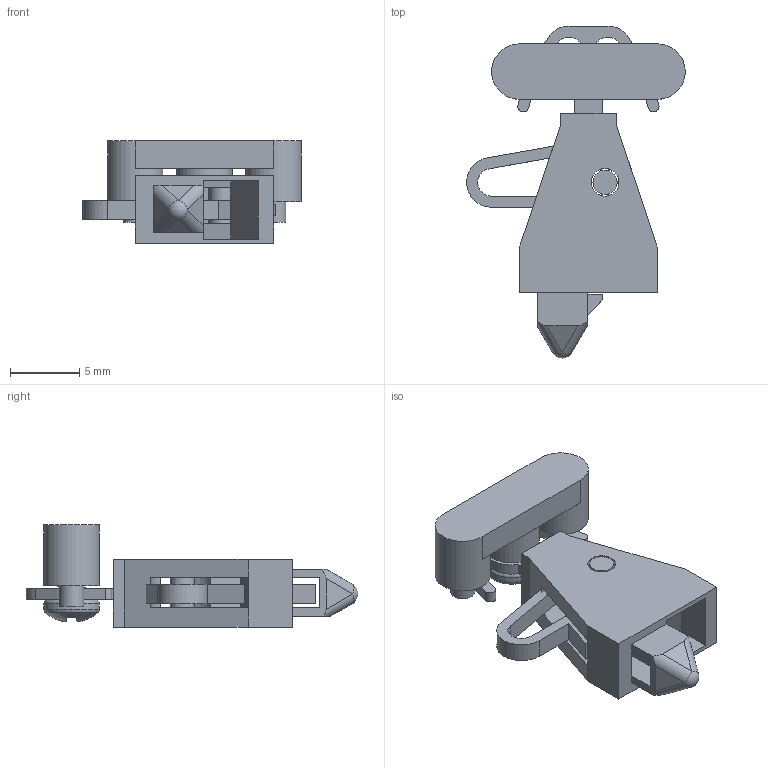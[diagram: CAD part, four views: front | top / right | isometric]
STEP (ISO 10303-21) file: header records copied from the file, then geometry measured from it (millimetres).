
FILE_DESCRIPTION(/* description */ (''),/* implementation_level */ '2;1');
FILE_NAME(/* name */ 'Coupler v1.step',/* time_stamp */ '2023-01-18T12:35:24+05:30',/* author */ (''),/* organization */ (''),/* preprocessor_version */ 'ST-DEVELOPER v19.2',/* originating_system */ 'Autodesk Translation Framework v11.17.0.187',/* authorisation */ '');
FILE_SCHEMA (('AUTOMOTIVE_DESIGN { 1 0 10303 214 3 1 1 }'));
Length unit declared in the file: millimetre
Products named in the file (8): Coupler; Coupler_1; Coupler Hook; Filament 1; Coupler Spring; Filament 2; Filament 3; M2 4mm Stainless Steel Pan Head Phillips Screws
Assembly tree (7 placements, depth 2):
  Coupler
    Coupler_1
    Coupler Hook
    Filament 1
    Coupler Spring
    Filament 2
    Filament 3
    M2 4mm Stainless Steel Pan Head Phillips Screws
Bounding box: 15.8 x 23.99 x 7.4 mm (x, y, z)
Volume: 600.9 mm3; surface area: 1431.9 mm2
Topology: 8 solids, 8 shells, 181 faces, 473 edges, 309 vertices
Faces by surface type: plane 112, cylinder 56, cone 6, bspline 3, sphere 2, torus 2
Full cylindrical faces by diameter (mm): 1.48 x9, 1.75 x3, 1.9 x1, 2 x12, 2.2 x1, 2.3 x1, 4 x4
Entity records: 7784 total; most frequent: CARTESIAN_POINT 3070, ORIENTED_EDGE 946, DIRECTION 924, EDGE_CURVE 473, AXIS2_PLACEMENT_3D 315, VERTEX_POINT 309, LINE 294, VECTOR 294
